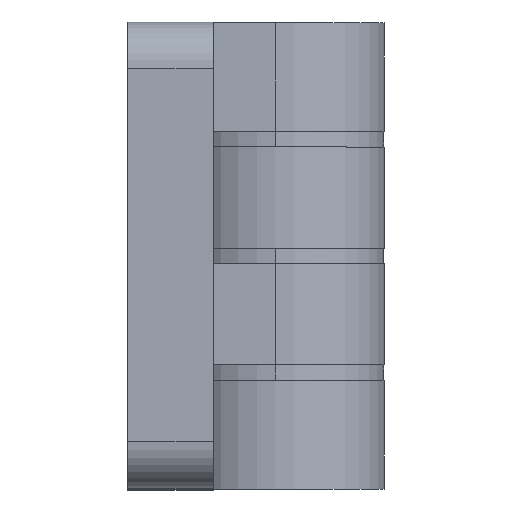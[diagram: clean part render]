
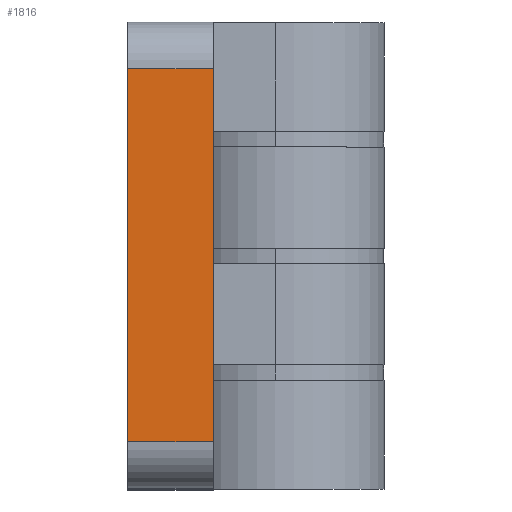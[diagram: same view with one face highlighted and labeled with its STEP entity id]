
A CAD part, top view. The second image highlights one B-rep face of the part: STEP entity #1816.
In plain terms, the highlighted planar face has unit normal (0, 0, 1).
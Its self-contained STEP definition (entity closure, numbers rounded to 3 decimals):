
#59 = LINE ( 'NONE', #2669, #999 ) ;
#64 = CARTESIAN_POINT ( 'NONE',  ( 5.5, 15., 30. ) ) ;
#95 = CARTESIAN_POINT ( 'NONE',  ( 0., -12., 30. ) ) ;
#369 = EDGE_CURVE ( 'NONE', #840, #2771, #1407, .T. ) ;
#441 = DIRECTION ( 'NONE',  ( 0., 0., 1. ) ) ;
#521 = EDGE_CURVE ( 'NONE', #2720, #1376, #2325, .T. ) ;
#614 = LINE ( 'NONE', #95, #1931 ) ;
#664 = DIRECTION ( 'NONE',  ( 1., 0., 0. ) ) ;
#755 = DIRECTION ( 'NONE',  ( 0., 1., 0. ) ) ;
#760 = CARTESIAN_POINT ( 'NONE',  ( 0., 12., 30. ) ) ;
#797 = DIRECTION ( 'NONE',  ( 0., 1., 0. ) ) ;
#840 = VERTEX_POINT ( 'NONE', #1997 ) ;
#885 = PLANE ( 'NONE',  #1024 ) ;
#999 = VECTOR ( 'NONE', #2683, 1000. ) ;
#1024 = AXIS2_PLACEMENT_3D ( 'NONE', #2615, #441, #664 ) ;
#1027 = EDGE_LOOP ( 'NONE', ( #2471, #2082, #2698, #2590 ) ) ;
#1253 = CARTESIAN_POINT ( 'NONE',  ( 0., 15., 30. ) ) ;
#1376 = VERTEX_POINT ( 'NONE', #760 ) ;
#1407 = LINE ( 'NONE', #64, #1811 ) ;
#1507 = EDGE_CURVE ( 'NONE', #1376, #2771, #59, .T. ) ;
#1811 = VECTOR ( 'NONE', #755, 1000. ) ;
#1816 = ADVANCED_FACE ( 'NONE', ( #2685 ), #885, .T. ) ;
#1896 = EDGE_CURVE ( 'NONE', #2720, #840, #614, .T. ) ;
#1931 = VECTOR ( 'NONE', #2280, 1000. ) ;
#1997 = CARTESIAN_POINT ( 'NONE',  ( 5.5, -12., 30. ) ) ;
#2082 = ORIENTED_EDGE ( 'NONE', *, *, #1507, .F. ) ;
#2280 = DIRECTION ( 'NONE',  ( 1., 0., 0. ) ) ;
#2304 = CARTESIAN_POINT ( 'NONE',  ( 0., -12., 30. ) ) ;
#2325 = LINE ( 'NONE', #1253, #2788 ) ;
#2471 = ORIENTED_EDGE ( 'NONE', *, *, #369, .T. ) ;
#2562 = CARTESIAN_POINT ( 'NONE',  ( 5.5, 12., 30. ) ) ;
#2590 = ORIENTED_EDGE ( 'NONE', *, *, #1896, .T. ) ;
#2615 = CARTESIAN_POINT ( 'NONE',  ( 0., 15., 30. ) ) ;
#2669 = CARTESIAN_POINT ( 'NONE',  ( 0., 12., 30. ) ) ;
#2683 = DIRECTION ( 'NONE',  ( 1., 0., 0. ) ) ;
#2685 = FACE_OUTER_BOUND ( 'NONE', #1027, .T. ) ;
#2698 = ORIENTED_EDGE ( 'NONE', *, *, #521, .F. ) ;
#2720 = VERTEX_POINT ( 'NONE', #2304 ) ;
#2771 = VERTEX_POINT ( 'NONE', #2562 ) ;
#2788 = VECTOR ( 'NONE', #797, 1000. ) ;
